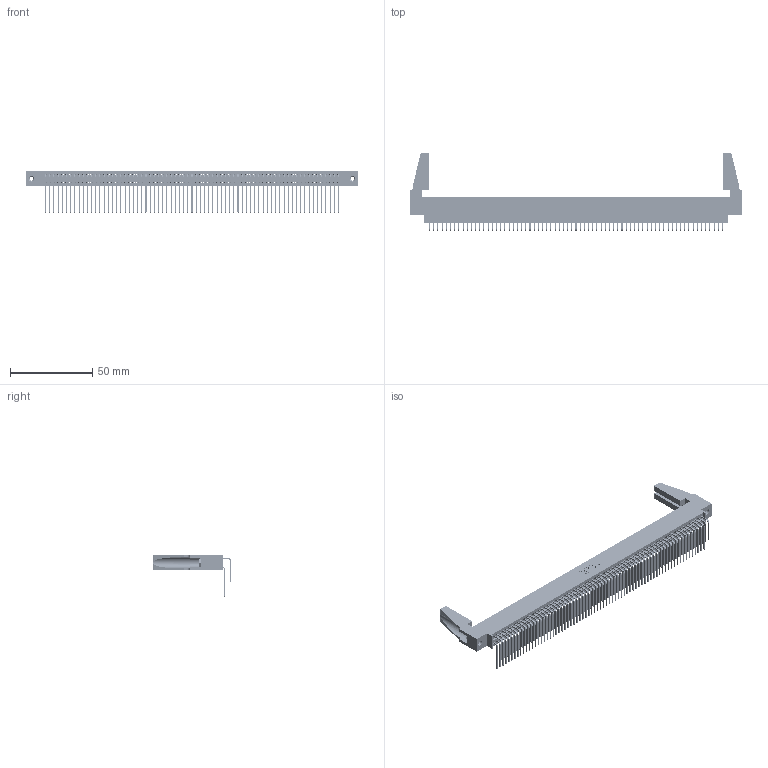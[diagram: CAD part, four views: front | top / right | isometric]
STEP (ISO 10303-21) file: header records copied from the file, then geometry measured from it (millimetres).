
FILE_DESCRIPTION (( 'STEP AP203' ), '1' );
FILE_NAME ('395-142-559-888.STEP', '2019-10-30T13:08:07', ( '' ), ( '' ), 'SwSTEP 2.0', 'SolidWorks 2016', '' );
FILE_SCHEMA (( 'CONFIG_CONTROL_DESIGN' ));
Length unit declared in the file: inch
Products named in the file (6): 345-292-001_559 Tail - 2; 345-250-001_345-250-001-102; 345-220-078_345-220-088; 395-142-559-888; 345 Part_0.170 Offset - 0.156 Dia-TH; 345-292-001_558 559 Tail - 1
Assembly tree (147 placements, depth 2):
  395-142-559-888
    345 Part_0.170 Offset - 0.156 Dia-TH
    345-292-001_558 559 Tail - 1  x71
    345-292-001_559 Tail - 2  x71
    345-250-001_345-250-001-102  x2
    345-220-078_345-220-088  x2
Bounding box: 201.57 x 47.74 x 25.53 mm (x, y, z)
Volume: 23808.6 mm3; surface area: 38064.6 mm2
Topology: 147 solids, 147 shells, 7638 faces, 22677 edges, 14918 vertices
Faces by surface type: plane 5126, cylinder 2496, cone 12, torus 4
Entity records: 55736 total; most frequent: CARTESIAN_POINT 9357, ORIENTED_EDGE 9200, DIRECTION 8192, EDGE_CURVE 4600, LINE 4102, VECTOR 4102, VERTEX_POINT 3058, AXIS2_PLACEMENT_3D 2045
